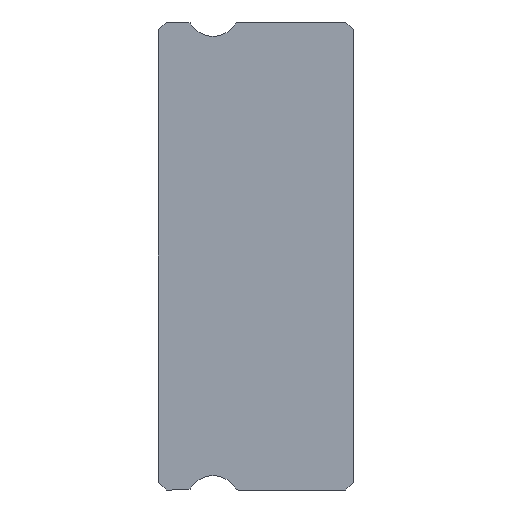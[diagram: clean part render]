
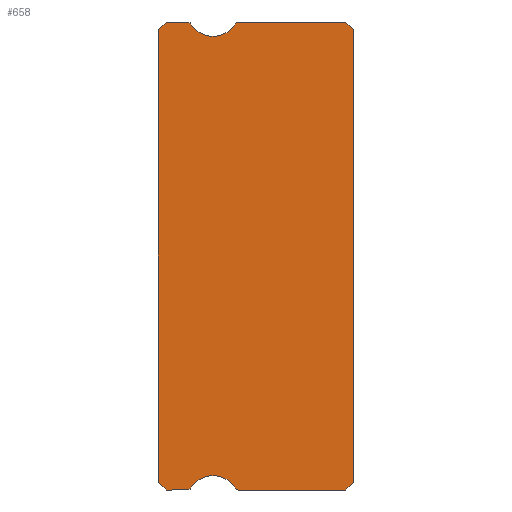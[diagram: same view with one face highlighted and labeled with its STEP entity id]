
A CAD part, left-side view. The second image highlights one B-rep face of the part: STEP entity #658.
In plain terms, the highlighted planar face has unit normal (-1, 0, 0).
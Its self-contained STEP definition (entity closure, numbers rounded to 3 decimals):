
#6 = EDGE_CURVE ( 'NONE', #1394, #601, #1846, .T. ) ;
#31 = VERTEX_POINT ( 'NONE', #2479 ) ;
#34 = CARTESIAN_POINT ( 'NONE',  ( -15., 4.419, -8.85 ) ) ;
#47 = VERTEX_POINT ( 'NONE', #994 ) ;
#54 = VECTOR ( 'NONE', #106, 1000. ) ;
#67 = EDGE_CURVE ( 'NONE', #1496, #601, #393, .T. ) ;
#83 = DIRECTION ( 'NONE',  ( 0., -0.707, -0.707 ) ) ;
#106 = DIRECTION ( 'NONE',  ( 0., 1., 0. ) ) ;
#112 = DIRECTION ( 'NONE',  ( 0., 0., -1. ) ) ;
#126 = ORIENTED_EDGE ( 'NONE', *, *, #378, .F. ) ;
#156 = ORIENTED_EDGE ( 'NONE', *, *, #2162, .F. ) ;
#178 = ORIENTED_EDGE ( 'NONE', *, *, #2068, .T. ) ;
#198 = CIRCLE ( 'NONE', #1448, 0.15 ) ;
#294 = AXIS2_PLACEMENT_3D ( 'NONE', #432, #1669, #2464 ) ;
#336 = DIRECTION ( 'NONE',  ( 1., 0., 0. ) ) ;
#372 = CARTESIAN_POINT ( 'NONE',  ( -15., 7.2, -9. ) ) ;
#378 = EDGE_CURVE ( 'NONE', #414, #1749, #1532, .T. ) ;
#379 = ORIENTED_EDGE ( 'NONE', *, *, #1680, .F. ) ;
#393 = LINE ( 'NONE', #2034, #807 ) ;
#414 = VERTEX_POINT ( 'NONE', #917 ) ;
#432 = CARTESIAN_POINT ( 'NONE',  ( -15., 5.4, 9.45 ) ) ;
#461 = FACE_OUTER_BOUND ( 'NONE', #564, .T. ) ;
#462 = CARTESIAN_POINT ( 'NONE',  ( -15., 5.4, 8.45 ) ) ;
#506 = AXIS2_PLACEMENT_3D ( 'NONE', #34, #865, #1685 ) ;
#508 = AXIS2_PLACEMENT_3D ( 'NONE', #624, #1272, #1880 ) ;
#514 = LINE ( 'NONE', #2395, #2224 ) ;
#523 = EDGE_CURVE ( 'NONE', #1233, #2007, #198, .T. ) ;
#538 = VECTOR ( 'NONE', #1229, 1000. ) ;
#541 = DIRECTION ( 'NONE',  ( 0., 1., 0. ) ) ;
#551 = AXIS2_PLACEMENT_3D ( 'NONE', #703, #1522, #1931 ) ;
#564 = EDGE_LOOP ( 'NONE', ( #2051, #1721, #178, #573, #379, #156, #1077, #2463, #2547, #1465, #1559, #2169, #1772, #126, #1295, #1304, #2219 ) ) ;
#573 = ORIENTED_EDGE ( 'NONE', *, *, #523, .F. ) ;
#601 = VERTEX_POINT ( 'NONE', #943 ) ;
#624 = CARTESIAN_POINT ( 'NONE',  ( -15., 5.4, -9.45 ) ) ;
#658 = ADVANCED_FACE ( 'NONE', ( #461 ), #1271, .F. ) ;
#664 = LINE ( 'NONE', #1038, #2637 ) ;
#666 = DIRECTION ( 'NONE',  ( 0., 0., -1. ) ) ;
#667 = CARTESIAN_POINT ( 'NONE',  ( -15., 6.381, 8.85 ) ) ;
#695 = CARTESIAN_POINT ( 'NONE',  ( -15., 0., -8.7 ) ) ;
#703 = CARTESIAN_POINT ( 'NONE',  ( -15., 4.419, 8.85 ) ) ;
#708 = DIRECTION ( 'NONE',  ( 1., 0., 0. ) ) ;
#742 = EDGE_CURVE ( 'NONE', #1474, #47, #1891, .T. ) ;
#759 = VECTOR ( 'NONE', #1488, 1000. ) ;
#768 = CARTESIAN_POINT ( 'NONE',  ( -15., 4.419, -9. ) ) ;
#807 = VECTOR ( 'NONE', #2459, 1000. ) ;
#833 = EDGE_CURVE ( 'NONE', #1395, #1394, #514, .T. ) ;
#860 = EDGE_CURVE ( 'NONE', #1474, #31, #975, .T. ) ;
#865 = DIRECTION ( 'NONE',  ( 1., 0., 0. ) ) ;
#877 = CARTESIAN_POINT ( 'NONE',  ( -15., 0.3, 9. ) ) ;
#903 = CARTESIAN_POINT ( 'NONE',  ( -15., 0., -8.7 ) ) ;
#917 = CARTESIAN_POINT ( 'NONE',  ( -15., 6.253, 8.928 ) ) ;
#943 = CARTESIAN_POINT ( 'NONE',  ( -15., 7.5, 8.7 ) ) ;
#975 = LINE ( 'NONE', #1180, #1269 ) ;
#994 = CARTESIAN_POINT ( 'NONE',  ( -15., 0.3, -9. ) ) ;
#1030 = CIRCLE ( 'NONE', #294, 1. ) ;
#1038 = CARTESIAN_POINT ( 'NONE',  ( -15., 6.381, -9. ) ) ;
#1048 = LINE ( 'NONE', #2311, #2489 ) ;
#1061 = VERTEX_POINT ( 'NONE', #2112 ) ;
#1077 = ORIENTED_EDGE ( 'NONE', *, *, #2296, .F. ) ;
#1118 = EDGE_CURVE ( 'NONE', #1579, #31, #2427, .T. ) ;
#1135 = LINE ( 'NONE', #1952, #54 ) ;
#1180 = CARTESIAN_POINT ( 'NONE',  ( -15., 0., 8.7 ) ) ;
#1185 = VERTEX_POINT ( 'NONE', #372 ) ;
#1210 = VERTEX_POINT ( 'NONE', #768 ) ;
#1229 = DIRECTION ( 'NONE',  ( 0., 0.707, -0.707 ) ) ;
#1233 = VERTEX_POINT ( 'NONE', #2569 ) ;
#1269 = VECTOR ( 'NONE', #2568, 1000. ) ;
#1271 = PLANE ( 'NONE',  #1957 ) ;
#1272 = DIRECTION ( 'NONE',  ( -1., 0., 0. ) ) ;
#1295 = ORIENTED_EDGE ( 'NONE', *, *, #1848, .F. ) ;
#1304 = ORIENTED_EDGE ( 'NONE', *, *, #833, .T. ) ;
#1317 = VERTEX_POINT ( 'NONE', #2583 ) ;
#1329 = CIRCLE ( 'NONE', #506, 0.15 ) ;
#1394 = VERTEX_POINT ( 'NONE', #1910 ) ;
#1395 = VERTEX_POINT ( 'NONE', #1707 ) ;
#1416 = EDGE_CURVE ( 'NONE', #1061, #1517, #1502, .T. ) ;
#1424 = CARTESIAN_POINT ( 'NONE',  ( -15., 7.5, 8.7 ) ) ;
#1448 = AXIS2_PLACEMENT_3D ( 'NONE', #1592, #336, #2579 ) ;
#1465 = ORIENTED_EDGE ( 'NONE', *, *, #1118, .F. ) ;
#1471 = CARTESIAN_POINT ( 'NONE',  ( -15., 5.4, 9.45 ) ) ;
#1474 = VERTEX_POINT ( 'NONE', #903 ) ;
#1488 = DIRECTION ( 'NONE',  ( 0., 0.707, -0.707 ) ) ;
#1496 = VERTEX_POINT ( 'NONE', #2270 ) ;
#1502 = CIRCLE ( 'NONE', #551, 0.15 ) ;
#1517 = VERTEX_POINT ( 'NONE', #1850 ) ;
#1522 = DIRECTION ( 'NONE',  ( 1., 0., 0. ) ) ;
#1532 = CIRCLE ( 'NONE', #1790, 1. ) ;
#1559 = ORIENTED_EDGE ( 'NONE', *, *, #2160, .F. ) ;
#1567 = VECTOR ( 'NONE', #83, 1000. ) ;
#1579 = VERTEX_POINT ( 'NONE', #877 ) ;
#1590 = AXIS2_PLACEMENT_3D ( 'NONE', #1946, #1769, #112 ) ;
#1592 = CARTESIAN_POINT ( 'NONE',  ( -15., 6.381, -8.85 ) ) ;
#1609 = CARTESIAN_POINT ( 'NONE',  ( -15., 6.381, -9. ) ) ;
#1669 = DIRECTION ( 'NONE',  ( -1., 0., 0. ) ) ;
#1680 = EDGE_CURVE ( 'NONE', #1317, #1233, #2494, .T. ) ;
#1685 = DIRECTION ( 'NONE',  ( 0., 0., -1. ) ) ;
#1707 = CARTESIAN_POINT ( 'NONE',  ( -15., 6.381, 9. ) ) ;
#1714 = LINE ( 'NONE', #1943, #1567 ) ;
#1721 = ORIENTED_EDGE ( 'NONE', *, *, #2253, .T. ) ;
#1749 = VERTEX_POINT ( 'NONE', #462 ) ;
#1769 = DIRECTION ( 'NONE',  ( 1., 0., 0. ) ) ;
#1772 = ORIENTED_EDGE ( 'NONE', *, *, #2070, .F. ) ;
#1790 = AXIS2_PLACEMENT_3D ( 'NONE', #1471, #2511, #666 ) ;
#1846 = LINE ( 'NONE', #1424, #538 ) ;
#1848 = EDGE_CURVE ( 'NONE', #1395, #414, #2497, .T. ) ;
#1850 = CARTESIAN_POINT ( 'NONE',  ( -15., 4.419, 9. ) ) ;
#1880 = DIRECTION ( 'NONE',  ( 0., 0., -1. ) ) ;
#1889 = DIRECTION ( 'NONE',  ( 0., -1., 0. ) ) ;
#1891 = LINE ( 'NONE', #695, #759 ) ;
#1910 = CARTESIAN_POINT ( 'NONE',  ( -15., 7.2, 9. ) ) ;
#1931 = DIRECTION ( 'NONE',  ( 0., 0., -1. ) ) ;
#1943 = CARTESIAN_POINT ( 'NONE',  ( -15., 7.2, -9. ) ) ;
#1946 = CARTESIAN_POINT ( 'NONE',  ( -15., 6.381, 8.85 ) ) ;
#1952 = CARTESIAN_POINT ( 'NONE',  ( -15., 6.381, -9. ) ) ;
#1957 = AXIS2_PLACEMENT_3D ( 'NONE', #667, #708, #2329 ) ;
#2007 = VERTEX_POINT ( 'NONE', #1609 ) ;
#2020 = VECTOR ( 'NONE', #2648, 1000. ) ;
#2034 = CARTESIAN_POINT ( 'NONE',  ( -15., 7.5, 8.85 ) ) ;
#2051 = ORIENTED_EDGE ( 'NONE', *, *, #67, .F. ) ;
#2068 = EDGE_CURVE ( 'NONE', #1185, #2007, #664, .T. ) ;
#2070 = EDGE_CURVE ( 'NONE', #1749, #1061, #1030, .T. ) ;
#2112 = CARTESIAN_POINT ( 'NONE',  ( -15., 4.547, 8.928 ) ) ;
#2160 = EDGE_CURVE ( 'NONE', #1517, #1579, #1048, .T. ) ;
#2162 = EDGE_CURVE ( 'NONE', #1210, #1317, #1329, .T. ) ;
#2169 = ORIENTED_EDGE ( 'NONE', *, *, #1416, .F. ) ;
#2219 = ORIENTED_EDGE ( 'NONE', *, *, #6, .T. ) ;
#2224 = VECTOR ( 'NONE', #541, 1000. ) ;
#2253 = EDGE_CURVE ( 'NONE', #1496, #1185, #1714, .T. ) ;
#2260 = DIRECTION ( 'NONE',  ( 0., -1., 0. ) ) ;
#2270 = CARTESIAN_POINT ( 'NONE',  ( -15., 7.5, -8.7 ) ) ;
#2296 = EDGE_CURVE ( 'NONE', #47, #1210, #1135, .T. ) ;
#2311 = CARTESIAN_POINT ( 'NONE',  ( -15., 6.381, 9. ) ) ;
#2329 = DIRECTION ( 'NONE',  ( 0., 0., -1. ) ) ;
#2384 = CARTESIAN_POINT ( 'NONE',  ( -15., 0.3, 9. ) ) ;
#2395 = CARTESIAN_POINT ( 'NONE',  ( -15., 7.2, 9. ) ) ;
#2427 = LINE ( 'NONE', #2384, #2020 ) ;
#2459 = DIRECTION ( 'NONE',  ( 0., 0., 1. ) ) ;
#2463 = ORIENTED_EDGE ( 'NONE', *, *, #742, .F. ) ;
#2464 = DIRECTION ( 'NONE',  ( 0., 0., -1. ) ) ;
#2479 = CARTESIAN_POINT ( 'NONE',  ( -15., 0., 8.7 ) ) ;
#2489 = VECTOR ( 'NONE', #1889, 1000. ) ;
#2494 = CIRCLE ( 'NONE', #508, 1. ) ;
#2497 = CIRCLE ( 'NONE', #1590, 0.15 ) ;
#2511 = DIRECTION ( 'NONE',  ( -1., 0., 0. ) ) ;
#2547 = ORIENTED_EDGE ( 'NONE', *, *, #860, .T. ) ;
#2568 = DIRECTION ( 'NONE',  ( 0., 0., 1. ) ) ;
#2569 = CARTESIAN_POINT ( 'NONE',  ( -15., 6.253, -8.928 ) ) ;
#2579 = DIRECTION ( 'NONE',  ( 0., 0., -1. ) ) ;
#2583 = CARTESIAN_POINT ( 'NONE',  ( -15., 4.547, -8.928 ) ) ;
#2637 = VECTOR ( 'NONE', #2260, 1000. ) ;
#2648 = DIRECTION ( 'NONE',  ( 0., -0.707, -0.707 ) ) ;
